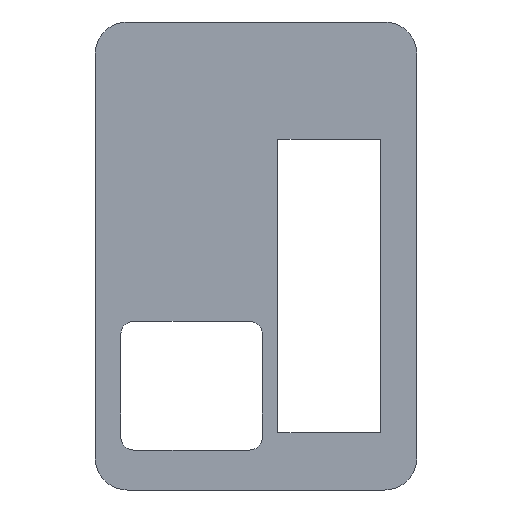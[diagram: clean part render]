
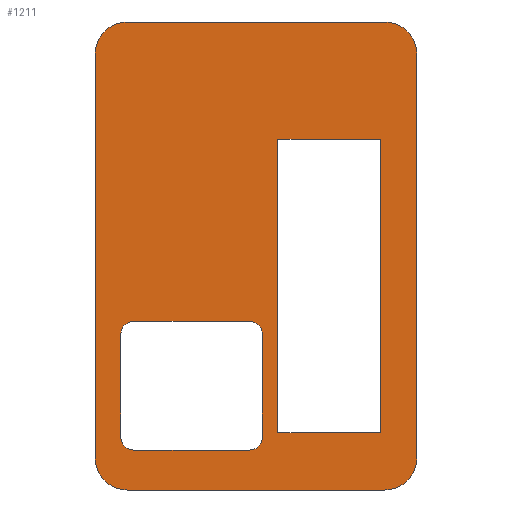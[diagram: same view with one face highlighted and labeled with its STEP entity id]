
A CAD part, front view. The second image highlights one B-rep face of the part: STEP entity #1211.
In plain terms, the highlighted planar face has unit normal (0, -1, 0).
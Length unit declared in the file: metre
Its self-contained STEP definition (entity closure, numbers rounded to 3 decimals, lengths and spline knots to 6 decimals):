
#63=CIRCLE('',#1309,0.0025);
#64=CIRCLE('',#1312,0.0025);
#65=CIRCLE('',#1315,0.0025);
#66=CIRCLE('',#1317,0.0025);
#67=CIRCLE('',#1319,0.001);
#68=CIRCLE('',#1320,0.001);
#69=CIRCLE('',#1321,0.001);
#70=CIRCLE('',#1322,0.001);
#205=ORIENTED_EDGE('',*,*,#535,.F.);
#206=ORIENTED_EDGE('',*,*,#536,.T.);
#207=ORIENTED_EDGE('',*,*,#537,.F.);
#208=ORIENTED_EDGE('',*,*,#538,.T.);
#209=ORIENTED_EDGE('',*,*,#539,.T.);
#210=ORIENTED_EDGE('',*,*,#540,.T.);
#211=ORIENTED_EDGE('',*,*,#541,.T.);
#212=ORIENTED_EDGE('',*,*,#542,.T.);
#213=ORIENTED_EDGE('',*,*,#543,.T.);
#214=ORIENTED_EDGE('',*,*,#544,.F.);
#215=ORIENTED_EDGE('',*,*,#545,.F.);
#216=ORIENTED_EDGE('',*,*,#546,.T.);
#217=ORIENTED_EDGE('',*,*,#524,.T.);
#218=ORIENTED_EDGE('',*,*,#534,.F.);
#219=ORIENTED_EDGE('',*,*,#482,.T.);
#220=ORIENTED_EDGE('',*,*,#533,.F.);
#221=ORIENTED_EDGE('',*,*,#531,.F.);
#222=ORIENTED_EDGE('',*,*,#529,.F.);
#223=ORIENTED_EDGE('',*,*,#527,.F.);
#224=ORIENTED_EDGE('',*,*,#525,.F.);
#482=EDGE_CURVE('',#655,#657,#768,.T.);
#524=EDGE_CURVE('',#691,#692,#796,.T.);
#525=EDGE_CURVE('',#691,#693,#63,.T.);
#527=EDGE_CURVE('',#693,#694,#798,.T.);
#529=EDGE_CURVE('',#694,#695,#64,.T.);
#531=EDGE_CURVE('',#695,#696,#801,.T.);
#533=EDGE_CURVE('',#696,#657,#65,.T.);
#534=EDGE_CURVE('',#655,#692,#66,.T.);
#535=EDGE_CURVE('',#697,#698,#803,.T.);
#536=EDGE_CURVE('',#697,#699,#67,.T.);
#537=EDGE_CURVE('',#700,#699,#804,.T.);
#538=EDGE_CURVE('',#700,#701,#68,.T.);
#539=EDGE_CURVE('',#701,#702,#805,.T.);
#540=EDGE_CURVE('',#702,#703,#69,.T.);
#541=EDGE_CURVE('',#703,#704,#806,.T.);
#542=EDGE_CURVE('',#704,#698,#70,.T.);
#543=EDGE_CURVE('',#705,#706,#807,.T.);
#544=EDGE_CURVE('',#707,#706,#808,.T.);
#545=EDGE_CURVE('',#708,#707,#809,.T.);
#546=EDGE_CURVE('',#708,#705,#810,.T.);
#655=VERTEX_POINT('',#1834);
#657=VERTEX_POINT('',#1838);
#691=VERTEX_POINT('',#1917);
#692=VERTEX_POINT('',#1919);
#693=VERTEX_POINT('',#1923);
#694=VERTEX_POINT('',#1927);
#695=VERTEX_POINT('',#1931);
#696=VERTEX_POINT('',#1935);
#697=VERTEX_POINT('',#1943);
#698=VERTEX_POINT('',#1944);
#699=VERTEX_POINT('',#1946);
#700=VERTEX_POINT('',#1948);
#701=VERTEX_POINT('',#1950);
#702=VERTEX_POINT('',#1952);
#703=VERTEX_POINT('',#1954);
#704=VERTEX_POINT('',#1956);
#705=VERTEX_POINT('',#1959);
#706=VERTEX_POINT('',#1960);
#707=VERTEX_POINT('',#1962);
#708=VERTEX_POINT('',#1964);
#768=LINE('',#1839,#897);
#796=LINE('',#1920,#925);
#798=LINE('',#1926,#927);
#801=LINE('',#1934,#930);
#803=LINE('',#1942,#932);
#804=LINE('',#1947,#933);
#805=LINE('',#1951,#934);
#806=LINE('',#1955,#935);
#807=LINE('',#1958,#936);
#808=LINE('',#1961,#937);
#809=LINE('',#1963,#938);
#810=LINE('',#1965,#939);
#897=VECTOR('',#1455,1.);
#925=VECTOR('',#1519,1.);
#927=VECTOR('',#1527,1.);
#930=VECTOR('',#1536,1.);
#932=VECTOR('',#1548,1.);
#933=VECTOR('',#1551,1.);
#934=VECTOR('',#1554,1.);
#935=VECTOR('',#1557,1.);
#936=VECTOR('',#1560,1.);
#937=VECTOR('',#1561,1.);
#938=VECTOR('',#1562,1.);
#939=VECTOR('',#1563,1.);
#1014=EDGE_LOOP('',(#205,#206,#207,#208,#209,#210,#211,#212));
#1015=EDGE_LOOP('',(#213,#214,#215,#216));
#1016=EDGE_LOOP('',(#217,#218,#219,#220,#221,#222,#223,#224));
#1096=FACE_BOUND('',#1014,.T.);
#1097=FACE_BOUND('',#1015,.T.);
#1098=FACE_BOUND('',#1016,.T.);
#1168=PLANE('',#1318);
#1211=ADVANCED_FACE('',(#1096,#1097,#1098),#1168,.F.);
#1309=AXIS2_PLACEMENT_3D('',#1922,#1522,#1523);
#1312=AXIS2_PLACEMENT_3D('',#1930,#1531,#1532);
#1315=AXIS2_PLACEMENT_3D('',#1938,#1540,#1541);
#1317=AXIS2_PLACEMENT_3D('',#1940,#1544,#1545);
#1318=AXIS2_PLACEMENT_3D('',#1941,#1546,#1547);
#1319=AXIS2_PLACEMENT_3D('',#1945,#1549,#1550);
#1320=AXIS2_PLACEMENT_3D('',#1949,#1552,#1553);
#1321=AXIS2_PLACEMENT_3D('',#1953,#1555,#1556);
#1322=AXIS2_PLACEMENT_3D('',#1957,#1558,#1559);
#1455=DIRECTION('',(0.,0.,1.));
#1519=DIRECTION('',(1.,0.,0.));
#1522=DIRECTION('',(0.,1.,0.));
#1523=DIRECTION('',(1.,0.,0.));
#1527=DIRECTION('',(0.,0.,1.));
#1531=DIRECTION('',(0.,1.,0.));
#1532=DIRECTION('',(1.,0.,0.));
#1536=DIRECTION('',(1.,0.,0.));
#1540=DIRECTION('',(0.,1.,0.));
#1541=DIRECTION('',(1.,0.,0.));
#1544=DIRECTION('',(0.,1.,0.));
#1545=DIRECTION('',(1.,0.,0.));
#1546=DIRECTION('',(0.,1.,0.));
#1547=DIRECTION('',(1.,0.,0.));
#1548=DIRECTION('',(0.,0.,-1.));
#1549=DIRECTION('',(0.,1.,0.));
#1550=DIRECTION('',(1.,0.,0.));
#1551=DIRECTION('',(-1.,0.,0.));
#1552=DIRECTION('',(0.,1.,0.));
#1553=DIRECTION('',(1.,0.,0.));
#1554=DIRECTION('',(0.,0.,-1.));
#1555=DIRECTION('',(0.,1.,0.));
#1556=DIRECTION('',(1.,0.,0.));
#1557=DIRECTION('',(-1.,0.,0.));
#1558=DIRECTION('',(0.,1.,0.));
#1559=DIRECTION('',(1.,0.,0.));
#1560=DIRECTION('',(0.,0.,-1.));
#1561=DIRECTION('',(1.,0.,0.));
#1562=DIRECTION('',(0.,0.,-1.));
#1563=DIRECTION('',(1.,0.,0.));
#1834=CARTESIAN_POINT('',(0.0125,-0.002093,0.000142));
#1838=CARTESIAN_POINT('',(0.0125,-0.002093,0.0315));
#1839=CARTESIAN_POINT('',(0.0125,-0.002093,0.015821));
#1917=CARTESIAN_POINT('',(-0.01,-0.002093,-0.002358));
#1919=CARTESIAN_POINT('',(0.01,-0.002093,-0.002358));
#1920=CARTESIAN_POINT('',(0.,-0.002093,-0.002358));
#1922=CARTESIAN_POINT('',(-0.01,-0.002093,0.000142));
#1923=CARTESIAN_POINT('',(-0.0125,-0.002093,0.000142));
#1926=CARTESIAN_POINT('',(-0.0125,-0.002093,0.015821));
#1927=CARTESIAN_POINT('',(-0.0125,-0.002093,0.0315));
#1930=CARTESIAN_POINT('',(-0.01,-0.002093,0.0315));
#1931=CARTESIAN_POINT('',(-0.01,-0.002093,0.034));
#1934=CARTESIAN_POINT('',(0.,-0.002093,0.034));
#1935=CARTESIAN_POINT('',(0.01,-0.002093,0.034));
#1938=CARTESIAN_POINT('',(0.01,-0.002093,0.0315));
#1940=CARTESIAN_POINT('',(0.01,-0.002093,0.000142));
#1941=CARTESIAN_POINT('',(0.,-0.002093,0.015821));
#1942=CARTESIAN_POINT('',(-0.0105,-0.002093,0.005742));
#1943=CARTESIAN_POINT('',(-0.0105,-0.002093,0.009742));
#1944=CARTESIAN_POINT('',(-0.0105,-0.002093,0.001742));
#1945=CARTESIAN_POINT('',(-0.0095,-0.002093,0.009742));
#1946=CARTESIAN_POINT('',(-0.0095,-0.002093,0.010742));
#1947=CARTESIAN_POINT('',(-0.005,-0.002093,0.010742));
#1948=CARTESIAN_POINT('',(-0.0005,-0.002093,0.010742));
#1949=CARTESIAN_POINT('',(-0.0005,-0.002093,0.009742));
#1950=CARTESIAN_POINT('',(0.0005,-0.002093,0.009742));
#1951=CARTESIAN_POINT('',(0.0005,-0.002093,0.005742));
#1952=CARTESIAN_POINT('',(0.0005,-0.002093,0.001742));
#1953=CARTESIAN_POINT('',(-0.0005,-0.002093,0.001742));
#1954=CARTESIAN_POINT('',(-0.0005,-0.002093,0.000742));
#1955=CARTESIAN_POINT('',(-0.005,-0.002093,0.000742));
#1956=CARTESIAN_POINT('',(-0.0095,-0.002093,0.000742));
#1957=CARTESIAN_POINT('',(-0.0095,-0.002093,0.001742));
#1958=CARTESIAN_POINT('',(0.0097,-0.002093,0.0135));
#1959=CARTESIAN_POINT('',(0.0097,-0.002093,0.024901));
#1960=CARTESIAN_POINT('',(0.0097,-0.002093,0.002099));
#1961=CARTESIAN_POINT('',(0.0057,-0.002093,0.002099));
#1962=CARTESIAN_POINT('',(0.0017,-0.002093,0.002099));
#1963=CARTESIAN_POINT('',(0.0017,-0.002093,0.0135));
#1964=CARTESIAN_POINT('',(0.0017,-0.002093,0.024901));
#1965=CARTESIAN_POINT('',(0.0057,-0.002093,0.024901));
